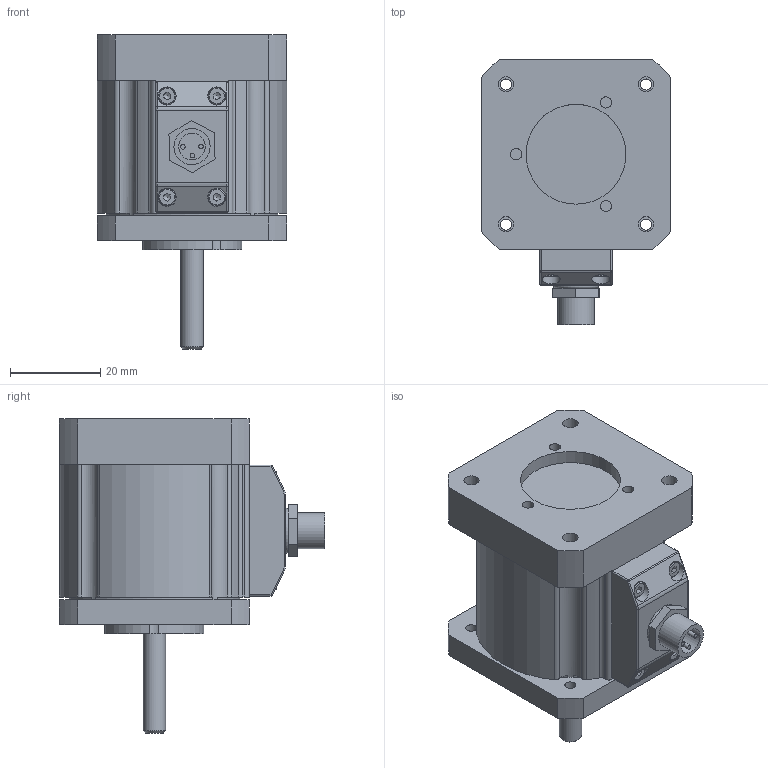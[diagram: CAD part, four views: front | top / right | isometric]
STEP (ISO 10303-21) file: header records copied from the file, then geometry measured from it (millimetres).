
FILE_DESCRIPTION(/* description */ (''),/* implementation_level */ '2;1');
FILE_NAME(/* name */ 'BRAKE-BCD42-0,4-5.stp',/* time_stamp */ '2023-12-19T09:39:36+01:00',/* author */ ('angelika.schneid'),/* organization */ (''),/* preprocessor_version */ 'ST-DEVELOPER v18.1',/* originating_system */ 'Autodesk Inventor 2021',/* authorisation */ '');
FILE_SCHEMA (('AUTOMOTIVE_DESIGN { 1 0 10303 214 3 1 1 }'));
Length unit declared in the file: millimetre
Products named in the file (1): BRAKE-BCD42-0,4-5
Bounding box: 42 x 58.66 x 69.5 mm (x, y, z)
Volume: 70612.4 mm3; surface area: 14255 mm2
Topology: 1 solids, 1 shells, 239 faces, 581 edges, 375 vertices
Faces by surface type: plane 125, cylinder 92, torus 12, cone 6, sphere 4
Full cylindrical faces by diameter (mm): 0.903 x2, 1 x3, 2.459 x4, 2.5 x3, 3 x1, 3.4 x4, 3.8 x4, 4 x4, 4.3 x3, 5 x4, 5.6 x1, 5.88 x1, 6 x1, 8 x2, 13.45 x1, 22.1 x1
Entity records: 7045 total; most frequent: DIRECTION 1266, CARTESIAN_POINT 1236, ORIENTED_EDGE 1146, EDGE_CURVE 573, AXIS2_PLACEMENT_3D 477, VERTEX_POINT 375, LINE 312, VECTOR 312
